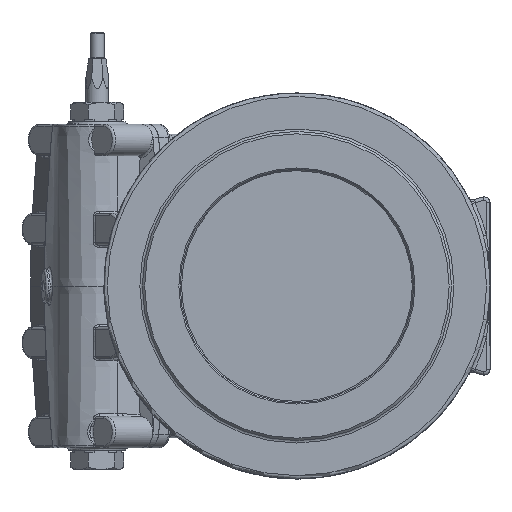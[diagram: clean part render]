
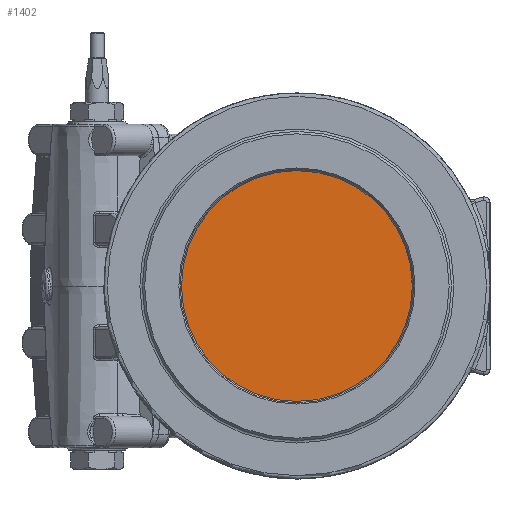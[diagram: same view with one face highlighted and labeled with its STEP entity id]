
A CAD part, left-side view. The second image highlights one B-rep face of the part: STEP entity #1402.
In plain terms, the highlighted planar face has unit normal (-1, 0, 0).
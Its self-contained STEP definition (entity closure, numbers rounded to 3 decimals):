
#1402 = ADVANCED_FACE ( 'NONE', ( #7364 ), #14059, .T. ) ;
#2810 = EDGE_LOOP ( 'NONE', ( #7183 ) ) ;
#6622 = VERTEX_POINT ( 'NONE', #10942 ) ;
#6763 = EDGE_CURVE ( 'NONE', #6622, #6622, #24931, .T. ) ;
#6816 = AXIS2_PLACEMENT_3D ( 'NONE', #14061, #14065, #14066 ) ;
#7183 = ORIENTED_EDGE ( 'NONE', *, *, #6763, .T. ) ;
#7364 = FACE_OUTER_BOUND ( 'NONE', #2810, .T. ) ;
#10942 = CARTESIAN_POINT ( 'NONE',  ( -141., -101.6, 0. ) ) ;
#14059 = PLANE ( 'NONE',  #6816 ) ;
#14061 = CARTESIAN_POINT ( 'NONE',  ( -141., 0., 0. ) ) ;
#14065 = DIRECTION ( 'NONE',  ( -1., 0., 0. ) ) ;
#14066 = DIRECTION ( 'NONE',  ( 0., -1., 0. ) ) ;
#17437 = AXIS2_PLACEMENT_3D ( 'NONE', #25765, #25766, #25767 ) ;
#24931 = CIRCLE ( 'NONE', #17437, 101.6 ) ;
#25765 = CARTESIAN_POINT ( 'NONE',  ( -141., 0., 0. ) ) ;
#25766 = DIRECTION ( 'NONE',  ( -1., 0., 0. ) ) ;
#25767 = DIRECTION ( 'NONE',  ( 0., -1., 0. ) ) ;
